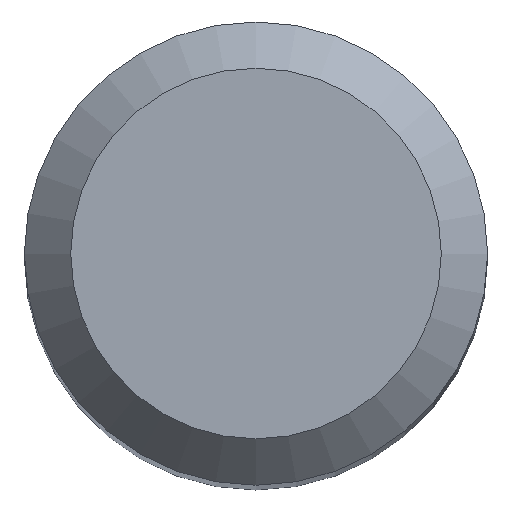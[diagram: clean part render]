
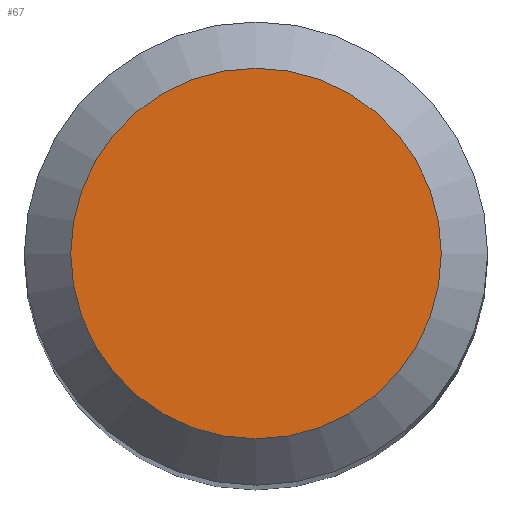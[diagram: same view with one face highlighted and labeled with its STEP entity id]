
A CAD part, top view. The second image highlights one B-rep face of the part: STEP entity #67.
In plain terms, the highlighted planar face has unit normal (0, 0, 1).
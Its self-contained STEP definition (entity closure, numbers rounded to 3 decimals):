
#8 = EDGE_LOOP ( 'NONE', ( #212 ) ) ;
#53 = AXIS2_PLACEMENT_3D ( 'NONE', #164, #256, #239 ) ;
#67 = ADVANCED_FACE ( 'NONE', ( #141 ), #244, .F. ) ;
#88 = DIRECTION ( 'NONE',  ( 0., 1., 0. ) ) ;
#102 = VERTEX_POINT ( 'NONE', #202 ) ;
#119 = CARTESIAN_POINT ( 'NONE',  ( 0., 0., 38. ) ) ;
#131 = EDGE_CURVE ( 'NONE', #102, #102, #180, .T. ) ;
#141 = FACE_OUTER_BOUND ( 'NONE', #8, .T. ) ;
#164 = CARTESIAN_POINT ( 'NONE',  ( 0., 0., 38. ) ) ;
#180 = CIRCLE ( 'NONE', #228, 1.2 ) ;
#202 = CARTESIAN_POINT ( 'NONE',  ( 0., 1.2, 38. ) ) ;
#212 = ORIENTED_EDGE ( 'NONE', *, *, #131, .F. ) ;
#220 = DIRECTION ( 'NONE',  ( 0., 0., -1. ) ) ;
#228 = AXIS2_PLACEMENT_3D ( 'NONE', #119, #220, #88 ) ;
#239 = DIRECTION ( 'NONE',  ( 0., 1., 0. ) ) ;
#244 = PLANE ( 'NONE',  #53 ) ;
#256 = DIRECTION ( 'NONE',  ( 0., 0., -1. ) ) ;
